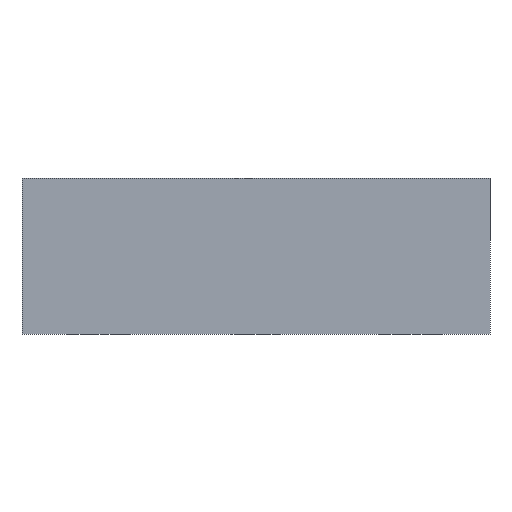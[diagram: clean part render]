
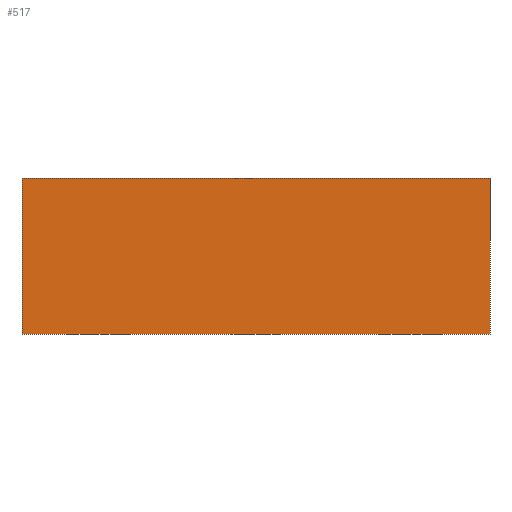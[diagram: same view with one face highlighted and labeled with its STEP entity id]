
A CAD part, left-side view. The second image highlights one B-rep face of the part: STEP entity #517.
In plain terms, the highlighted planar face has unit normal (-1, 0, 0).
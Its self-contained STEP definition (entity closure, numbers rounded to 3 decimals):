
#93=FACE_OUTER_BOUND('',#129,.T.);
#129=EDGE_LOOP('',(#451,#452,#453,#454));
#156=LINE('',#789,#196);
#161=LINE('',#823,#201);
#174=LINE('',#889,#214);
#175=LINE('',#890,#215);
#196=VECTOR('',#628,10.);
#201=VECTOR('',#661,10.);
#214=VECTOR('',#740,10.);
#215=VECTOR('',#741,10.);
#231=VERTEX_POINT('',#786);
#232=VERTEX_POINT('',#788);
#247=VERTEX_POINT('',#822);
#267=VERTEX_POINT('',#888);
#286=EDGE_CURVE('',#232,#231,#156,.T.);
#303=EDGE_CURVE('',#247,#232,#161,.T.);
#334=EDGE_CURVE('',#267,#231,#174,.T.);
#335=EDGE_CURVE('',#267,#247,#175,.T.);
#451=ORIENTED_EDGE('',*,*,#286,.T.);
#452=ORIENTED_EDGE('',*,*,#334,.F.);
#453=ORIENTED_EDGE('',*,*,#335,.T.);
#454=ORIENTED_EDGE('',*,*,#303,.T.);
#491=PLANE('',#593);
#517=ADVANCED_FACE('',(#93),#491,.T.);
#593=AXIS2_PLACEMENT_3D('',#887,#738,#739);
#628=DIRECTION('',(0.,1.,0.));
#661=DIRECTION('',(0.,0.,1.));
#738=DIRECTION('center_axis',(-1.,0.,0.));
#739=DIRECTION('ref_axis',(0.,0.,1.));
#740=DIRECTION('',(0.,0.,1.));
#741=DIRECTION('',(0.,-1.,0.));
#786=CARTESIAN_POINT('',(-37.5,37.5,25.));
#788=CARTESIAN_POINT('',(-37.5,-37.5,25.));
#789=CARTESIAN_POINT('',(-37.5,37.5,25.));
#822=CARTESIAN_POINT('',(-37.5,-37.5,0.));
#823=CARTESIAN_POINT('',(-37.5,-37.5,0.));
#887=CARTESIAN_POINT('Origin',(-37.5,-37.5,0.));
#888=CARTESIAN_POINT('',(-37.5,37.5,0.));
#889=CARTESIAN_POINT('',(-37.5,37.5,0.));
#890=CARTESIAN_POINT('',(-37.5,37.5,0.));
